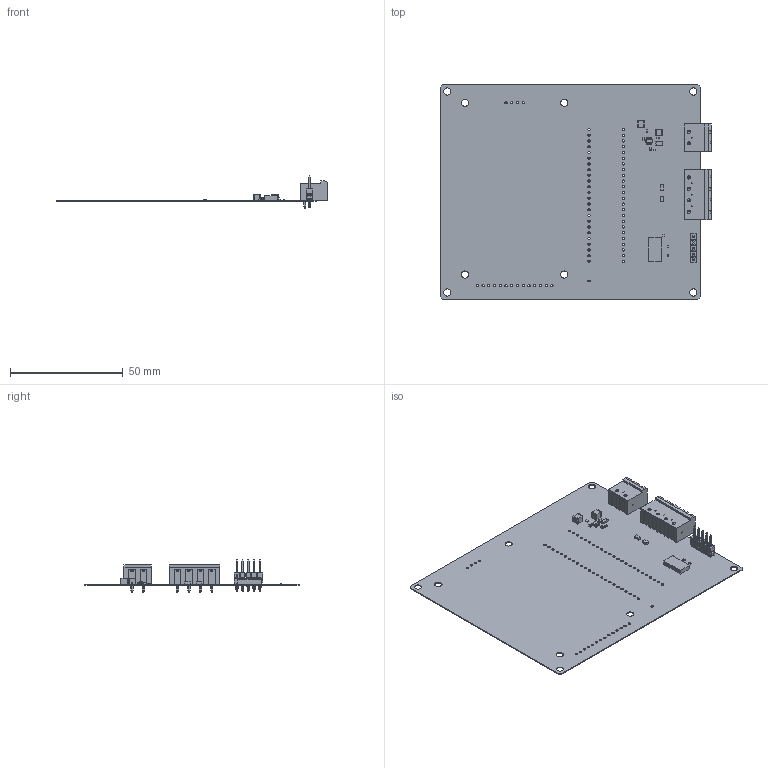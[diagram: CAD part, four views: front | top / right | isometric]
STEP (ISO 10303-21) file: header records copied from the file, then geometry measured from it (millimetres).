
FILE_DESCRIPTION(('Open CASCADE Model'),'2;1');
FILE_NAME('Open CASCADE Shape Model','2018-05-29T19:12:45',('Author'),( 'Open CASCADE'),'Open CASCADE STEP processor 6.8','Open CASCADE 6.8' ,'Unknown');
FILE_SCHEMA(('AUTOMOTIVE_DESIGN { 1 0 10303 214 1 1 1 1 }'));
Length unit declared in the file: millimetre
Products named in the file (56): PCB; Board; R5; 6278889728; Extruded; 6635552576; R4; U5; Fuse_1206_v1; U6; 6635551232; U7; U4; 6277085696; Body; Open_CASCADE_STEP_translator_6.8_3.1.1; Leader; U3; 6635551040; R2; 6635552384; 6635552192; R3; R1; P1; PHT-105-02-X-S; J2; 1757242_06; mstba_2.5-2-g-5.08; J1; 1757268_06; mstba_2.5-4-g-5.08; D2; Samtec-QTH-060-01-L-D-A; D1; C5; 6635551616; 6635551424; C2; 6635550848 ...
Assembly tree (83 placements, depth 5):
  PCB
    Board
    R5
      6278889728  x2
        Extruded
      6635552576
        Extruded
    R4
      6278889728  x2
        Extruded
      6635552576
        Extruded
    U5
      Fuse_1206_v1
    U6
      6635551232
        Extruded
    U7
      6635551232
        Extruded
    U4
      6277085696
        Body
          Open_CASCADE_STEP_translator_6.8_3.1.1
        Leader  x6
    U3
      6635551040
        Extruded
    R2
      6635552384  x2
        Extruded
      6635552192
        Extruded
    R3
      6635552384  x2
        Extruded
      6635552192
        Extruded
    R1
      6635552384  x2
        Extruded
      6635552192
        Extruded
    P1
      PHT-105-02-X-S
    J2
      1757242_06
        mstba_2.5-2-g-5.08
    J1
      1757268_06
        mstba_2.5-4-g-5.08
    D2
      Samtec-QTH-060-01-L-D-A
        Extruded
    D1
      Samtec-QTH-060-01-L-D-A
        Extruded
    C5
      6635551616
        Extruded
Bounding box: 120 x 95 x 14.42 mm (x, y, z)
Volume: 6609.6 mm3; surface area: 25702.6 mm2
Topology: 53 solids, 53 shells, 2041 faces, 4959 edges, 3060 vertices
Faces by surface type: plane 1598, cylinder 271, bspline 88, sphere 52, torus 20, cone 12
Full cylindrical faces by diameter (mm): 1.016 x66, 1.081 x5, 1.4 x6, 3.2 x8
Entity records: 59530 total; most frequent: CARTESIAN_POINT 11832, ORIENTED_EDGE 8858, DIRECTION 8417, EDGE_CURVE 4429, LINE 3487, VECTOR 3487, VERTEX_POINT 2752, AXIS2_PLACEMENT_3D 2465
